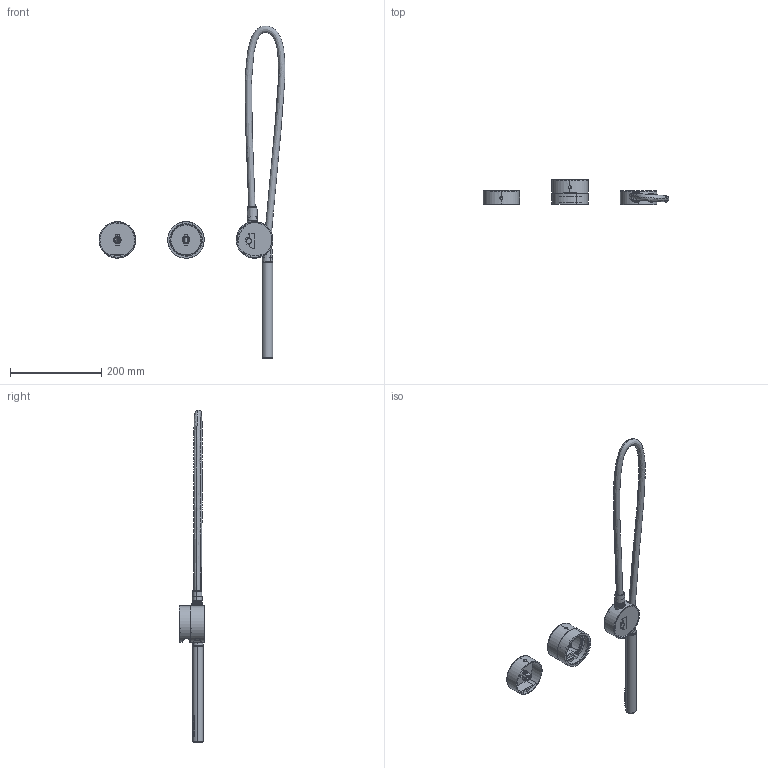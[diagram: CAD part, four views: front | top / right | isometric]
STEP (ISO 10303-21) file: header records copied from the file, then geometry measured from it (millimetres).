
FILE_DESCRIPTION (( 'STEP AP214' ), '1' );
FILE_NAME ('90 103 000 MANGO TUBE Y FLEXO.STEP', '2019-11-11T09:48:21', ( '' ), ( '' ), 'SwSTEP 2.0', 'SolidWorks 2016', '' );
FILE_SCHEMA (( 'AUTOMOTIVE_DESIGN' ));
Length unit declared in the file: millimetre
Products named in the file (15): FLEXO SILVER TERMO COOL_-01_2_2_1; 90 103 000 MANGO TUBE Y FLEXO; MANGO CILINDRICO MINIMAL inCOOL_SIN TETONES_1_1; MANGO CILINDRICO MINIMAL inCOOL_TETONES MANGO MINIMAL COOL_1_1; spring lock washer 2_din_DIN 6905-4.55-FSt_1_1_1; socket head cap screw_din_DIN 912 M5 x 20 --- 20C_1_1_1; 1150 RACOR M 14-100 G 1-2 CON ANTI-RETORNO_-04_1_2_1; socket set screw cone point_din_DIN 914 - M5 x 6-N_1_1_1; square nut grade c_din_Square nut DIN 557 M5 -C_1_1_1; 3006 MANETA GIRATORIA COOL_MANETA REDONDA DESVIADORA PL-3006_1_2_1; 1186 INDICE. SILICONA PARA ORIFICIO MANETAS_-01_1_1_1; 3018 CORONA GIRATORIA DE TEMPERATURA_-02_1_1_1; TERMINAL1 FLEXO SILVER_2_2_1; MANGO CILINDRICO MINIMAL inCOOL_1_1; 3022 PLAFËN FILTROS HORIZONTAL CON SALIDA Y SOPORTE REDONDO_-PROPUESTA DEFINITIVA_1
Assembly tree (23 placements, depth 3):
  90 103 000 MANGO TUBE Y FLEXO
    3022 PLAFËN FILTROS HORIZONTAL CON SALIDA Y SOPORTE REDONDO_-PROPUESTA DEFINITIVA_1
    3006 MANETA GIRATORIA COOL_MANETA REDONDA DESVIADORA PL-3006_1_2_1  x2
    1150 RACOR M 14-100 G 1-2 CON ANTI-RETORNO_-04_1_2_1
    3018 CORONA GIRATORIA DE TEMPERATURA_-02_1_1_1
    spring lock washer 2_din_DIN 6905-4.55-FSt_1_1_1  x2
    socket set screw cone point_din_DIN 914 - M5 x 6-N_1_1_1  x2
    1186 INDICE. SILICONA PARA ORIFICIO MANETAS_-01_1_1_1  x4
    socket head cap screw_din_DIN 912 M5 x 20 --- 20C_1_1_1  x2
    square nut grade c_din_Square nut DIN 557 M5 -C_1_1_1  x2
    FLEXO SILVER TERMO COOL_-01_2_2_1
    TERMINAL1 FLEXO SILVER_2_2_1  x2
    MANGO CILINDRICO MINIMAL inCOOL_1_1
      MANGO CILINDRICO MINIMAL inCOOL_SIN TETONES_1_1
      MANGO CILINDRICO MINIMAL inCOOL_TETONES MANGO MINIMAL COOL_1_1
Bounding box: 406.07 x 55.5 x 725.78 mm (x, y, z)
Volume: 394181 mm3; surface area: 175371.1 mm2
Topology: 61 solids, 63 shells, 900 faces, 2022 edges, 1303 vertices
Faces by surface type: cylinder 387, plane 273, cone 178, bspline 58, torus 4
Entity records: 27440 total; most frequent: CARTESIAN_POINT 10480, DIRECTION 3290, ORIENTED_EDGE 3186, EDGE_CURVE 1593, AXIS2_PLACEMENT_3D 1348, VERTEX_POINT 1039, EDGE_LOOP 892, ADVANCED_FACE 728
